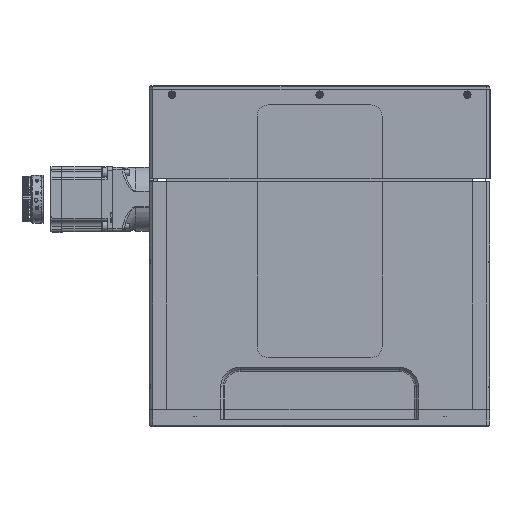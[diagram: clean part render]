
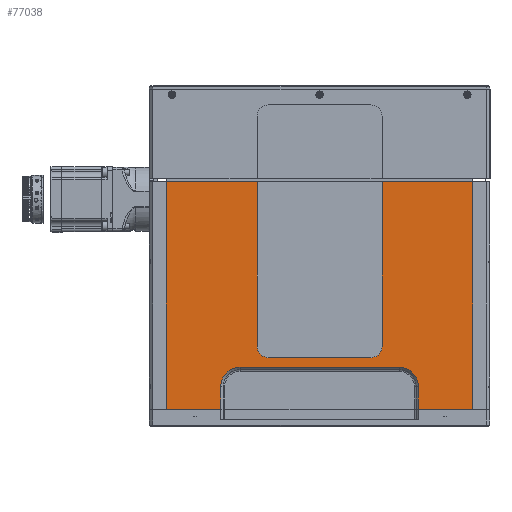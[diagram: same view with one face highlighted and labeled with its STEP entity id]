
A CAD part, left-side view. The second image highlights one B-rep face of the part: STEP entity #77038.
In plain terms, the highlighted planar face has unit normal (-1, 0, 0).
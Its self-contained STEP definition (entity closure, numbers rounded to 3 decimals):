
#437 = CARTESIAN_POINT ( 'NONE',  ( -210., -87., 149. ) ) ;
#842 = DIRECTION ( 'NONE',  ( 0., 0., -1. ) ) ;
#1673 = EDGE_CURVE ( 'NONE', #47551, #15063, #12087, .T. ) ;
#2045 = CARTESIAN_POINT ( 'NONE',  ( -210., -135., 283. ) ) ;
#2969 = EDGE_CURVE ( 'NONE', #80533, #46648, #16479, .T. ) ;
#3793 = CARTESIAN_POINT ( 'NONE',  ( -210., 135., 15. ) ) ;
#4437 = CARTESIAN_POINT ( 'NONE',  ( -210., 55., 70.5 ) ) ;
#4654 = EDGE_CURVE ( 'NONE', #63963, #68309, #24836, .T. ) ;
#4662 = DIRECTION ( 'NONE',  ( 0., 0., 1. ) ) ;
#6708 = CARTESIAN_POINT ( 'NONE',  ( -210., -70., 52. ) ) ;
#7124 = VECTOR ( 'NONE', #10160, 1000. ) ;
#8836 = CARTESIAN_POINT ( 'NONE',  ( -210., -70., 35. ) ) ;
#9139 = CIRCLE ( 'NONE', #50882, 17. ) ;
#9730 = VECTOR ( 'NONE', #15297, 1000. ) ;
#9752 = VECTOR ( 'NONE', #60767, 1000. ) ;
#9804 = LINE ( 'NONE', #32028, #70197 ) ;
#9939 = CIRCLE ( 'NONE', #24987, 17. ) ;
#10160 = DIRECTION ( 'NONE',  ( 0., 1., 0. ) ) ;
#10547 = VERTEX_POINT ( 'NONE', #24285 ) ;
#10738 = ORIENTED_EDGE ( 'NONE', *, *, #33146, .F. ) ;
#11451 = CARTESIAN_POINT ( 'NONE',  ( -210., -55., 215.5 ) ) ;
#11596 = LINE ( 'NONE', #55033, #47228 ) ;
#12087 = CIRCLE ( 'NONE', #20755, 10. ) ;
#15017 = VECTOR ( 'NONE', #48483, 1000. ) ;
#15039 = DIRECTION ( 'NONE',  ( 0., 0., -1. ) ) ;
#15063 = VERTEX_POINT ( 'NONE', #44748 ) ;
#15297 = DIRECTION ( 'NONE',  ( 0., -1., 0. ) ) ;
#15440 = DIRECTION ( 'NONE',  ( 1., 0., 0. ) ) ;
#15713 = DIRECTION ( 'NONE',  ( 1., 0., 0. ) ) ;
#16119 = LINE ( 'NONE', #73838, #56656 ) ;
#16186 = ORIENTED_EDGE ( 'NONE', *, *, #1673, .T. ) ;
#16241 = CARTESIAN_POINT ( 'NONE',  ( -210., -55., 70.5 ) ) ;
#16471 = LINE ( 'NONE', #52001, #81771 ) ;
#16479 = LINE ( 'NONE', #70199, #60036 ) ;
#17969 = EDGE_CURVE ( 'NONE', #48198, #73166, #9139, .T. ) ;
#18629 = LINE ( 'NONE', #53136, #9730 ) ;
#18936 = VECTOR ( 'NONE', #15039, 1000. ) ;
#18970 = VERTEX_POINT ( 'NONE', #33283 ) ;
#19320 = EDGE_CURVE ( 'NONE', #10547, #80533, #11596, .T. ) ;
#20019 = DIRECTION ( 'NONE',  ( 0., 0., 1. ) ) ;
#20353 = EDGE_CURVE ( 'NONE', #63963, #18970, #56217, .T. ) ;
#20689 = ORIENTED_EDGE ( 'NONE', *, *, #2969, .F. ) ;
#20755 = AXIS2_PLACEMENT_3D ( 'NONE', #26114, #57892, #20019 ) ;
#21573 = VERTEX_POINT ( 'NONE', #51691 ) ;
#23687 = EDGE_LOOP ( 'NONE', ( #81402, #39370, #64441, #36875, #10738, #34560, #16186, #72550, #66360, #20689, #72971, #50119, #32528, #36077, #80244, #69044 ) ) ;
#23912 = EDGE_CURVE ( 'NONE', #68309, #10547, #16119, .T. ) ;
#24285 = CARTESIAN_POINT ( 'NONE',  ( -210., 135., 215.5 ) ) ;
#24836 = LINE ( 'NONE', #3793, #7124 ) ;
#24987 = AXIS2_PLACEMENT_3D ( 'NONE', #52203, #15440, #52757 ) ;
#25609 = CARTESIAN_POINT ( 'NONE',  ( -210., -87., 35. ) ) ;
#26114 = CARTESIAN_POINT ( 'NONE',  ( -210., -45., 70.5 ) ) ;
#27181 = AXIS2_PLACEMENT_3D ( 'NONE', #54751, #60292, #35724 ) ;
#27605 = VERTEX_POINT ( 'NONE', #44512 ) ;
#27703 = CARTESIAN_POINT ( 'NONE',  ( -210., 70., 52. ) ) ;
#28137 = AXIS2_PLACEMENT_3D ( 'NONE', #69218, #36904, #75882 ) ;
#29801 = VERTEX_POINT ( 'NONE', #31472 ) ;
#29812 = EDGE_CURVE ( 'NONE', #42757, #71262, #9804, .T. ) ;
#30564 = EDGE_CURVE ( 'NONE', #21573, #42757, #46836, .T. ) ;
#31472 = CARTESIAN_POINT ( 'NONE',  ( -210., 45., 60.5 ) ) ;
#32028 = CARTESIAN_POINT ( 'NONE',  ( -210., 135., 15. ) ) ;
#32528 = ORIENTED_EDGE ( 'NONE', *, *, #4654, .F. ) ;
#33146 = EDGE_CURVE ( 'NONE', #27605, #21573, #16471, .T. ) ;
#33283 = CARTESIAN_POINT ( 'NONE',  ( -210., 87., 35. ) ) ;
#34064 = DIRECTION ( 'NONE',  ( 0., -1., 0. ) ) ;
#34560 = ORIENTED_EDGE ( 'NONE', *, *, #56966, .F. ) ;
#34853 = DIRECTION ( 'NONE',  ( 0., 0., 1. ) ) ;
#35724 = DIRECTION ( 'NONE',  ( 0., 0., 1. ) ) ;
#35787 = LINE ( 'NONE', #437, #18936 ) ;
#36077 = ORIENTED_EDGE ( 'NONE', *, *, #20353, .T. ) ;
#36828 = CARTESIAN_POINT ( 'NONE',  ( -210., 55., 215.5 ) ) ;
#36875 = ORIENTED_EDGE ( 'NONE', *, *, #30564, .F. ) ;
#36904 = DIRECTION ( 'NONE',  ( 1., 0., 0. ) ) ;
#38112 = DIRECTION ( 'NONE',  ( 0., 1., 0. ) ) ;
#39370 = ORIENTED_EDGE ( 'NONE', *, *, #42014, .T. ) ;
#42014 = EDGE_CURVE ( 'NONE', #73166, #71262, #35787, .T. ) ;
#42070 = PLANE ( 'NONE',  #27181 ) ;
#42756 = CARTESIAN_POINT ( 'NONE',  ( -210., 135., 15. ) ) ;
#42757 = VERTEX_POINT ( 'NONE', #54717 ) ;
#44512 = CARTESIAN_POINT ( 'NONE',  ( -210., -55., 215.5 ) ) ;
#44748 = CARTESIAN_POINT ( 'NONE',  ( -210., -45., 60.5 ) ) ;
#46648 = VERTEX_POINT ( 'NONE', #4437 ) ;
#46836 = LINE ( 'NONE', #2045, #55696 ) ;
#47228 = VECTOR ( 'NONE', #80773, 1000. ) ;
#47421 = CARTESIAN_POINT ( 'NONE',  ( -210., 87., 15. ) ) ;
#47551 = VERTEX_POINT ( 'NONE', #16241 ) ;
#48198 = VERTEX_POINT ( 'NONE', #6708 ) ;
#48323 = VERTEX_POINT ( 'NONE', #27703 ) ;
#48483 = DIRECTION ( 'NONE',  ( 0., 0., 1. ) ) ;
#50064 = EDGE_CURVE ( 'NONE', #48323, #48198, #18629, .T. ) ;
#50119 = ORIENTED_EDGE ( 'NONE', *, *, #23912, .F. ) ;
#50882 = AXIS2_PLACEMENT_3D ( 'NONE', #8836, #15713, #34853 ) ;
#51691 = CARTESIAN_POINT ( 'NONE',  ( -210., -135., 215.5 ) ) ;
#52001 = CARTESIAN_POINT ( 'NONE',  ( -210., 135., 215.5 ) ) ;
#52203 = CARTESIAN_POINT ( 'NONE',  ( -210., 70., 35. ) ) ;
#52757 = DIRECTION ( 'NONE',  ( 0., 0., 1. ) ) ;
#53136 = CARTESIAN_POINT ( 'NONE',  ( -210., -70., 52. ) ) ;
#53950 = CIRCLE ( 'NONE', #28137, 10. ) ;
#54717 = CARTESIAN_POINT ( 'NONE',  ( -210., -135., 15. ) ) ;
#54751 = CARTESIAN_POINT ( 'NONE',  ( -210., 0., 149. ) ) ;
#55033 = CARTESIAN_POINT ( 'NONE',  ( -210., 135., 215.5 ) ) ;
#55696 = VECTOR ( 'NONE', #64834, 1000. ) ;
#56217 = LINE ( 'NONE', #79610, #9752 ) ;
#56656 = VECTOR ( 'NONE', #4662, 1000. ) ;
#56966 = EDGE_CURVE ( 'NONE', #47551, #27605, #68452, .T. ) ;
#57020 = LINE ( 'NONE', #59867, #65944 ) ;
#57892 = DIRECTION ( 'NONE',  ( 1., 0., 0. ) ) ;
#58573 = EDGE_CURVE ( 'NONE', #29801, #46648, #53950, .T. ) ;
#59867 = CARTESIAN_POINT ( 'NONE',  ( -210., -55., 60.5 ) ) ;
#60036 = VECTOR ( 'NONE', #842, 1000. ) ;
#60292 = DIRECTION ( 'NONE',  ( 1., 0., 0. ) ) ;
#60767 = DIRECTION ( 'NONE',  ( 0., 0., 1. ) ) ;
#61337 = EDGE_CURVE ( 'NONE', #29801, #15063, #57020, .T. ) ;
#61636 = FACE_OUTER_BOUND ( 'NONE', #23687, .T. ) ;
#63963 = VERTEX_POINT ( 'NONE', #47421 ) ;
#64441 = ORIENTED_EDGE ( 'NONE', *, *, #29812, .F. ) ;
#64834 = DIRECTION ( 'NONE',  ( 0., 0., -1. ) ) ;
#65029 = EDGE_CURVE ( 'NONE', #18970, #48323, #9939, .T. ) ;
#65944 = VECTOR ( 'NONE', #67348, 1000. ) ;
#66360 = ORIENTED_EDGE ( 'NONE', *, *, #58573, .T. ) ;
#67348 = DIRECTION ( 'NONE',  ( 0., -1., 0. ) ) ;
#68309 = VERTEX_POINT ( 'NONE', #42756 ) ;
#68452 = LINE ( 'NONE', #11451, #15017 ) ;
#69044 = ORIENTED_EDGE ( 'NONE', *, *, #50064, .T. ) ;
#69218 = CARTESIAN_POINT ( 'NONE',  ( -210., 45., 70.5 ) ) ;
#70197 = VECTOR ( 'NONE', #38112, 1000. ) ;
#70199 = CARTESIAN_POINT ( 'NONE',  ( -210., 55., 215.5 ) ) ;
#71262 = VERTEX_POINT ( 'NONE', #71559 ) ;
#71559 = CARTESIAN_POINT ( 'NONE',  ( -210., -87., 15. ) ) ;
#72550 = ORIENTED_EDGE ( 'NONE', *, *, #61337, .F. ) ;
#72971 = ORIENTED_EDGE ( 'NONE', *, *, #19320, .F. ) ;
#73166 = VERTEX_POINT ( 'NONE', #25609 ) ;
#73838 = CARTESIAN_POINT ( 'NONE',  ( -210., 135., 283. ) ) ;
#75882 = DIRECTION ( 'NONE',  ( 0., 0., 1. ) ) ;
#77038 = ADVANCED_FACE ( 'NONE', ( #61636 ), #42070, .F. ) ;
#79610 = CARTESIAN_POINT ( 'NONE',  ( -210., 87., 149. ) ) ;
#80244 = ORIENTED_EDGE ( 'NONE', *, *, #65029, .T. ) ;
#80533 = VERTEX_POINT ( 'NONE', #36828 ) ;
#80773 = DIRECTION ( 'NONE',  ( 0., -1., 0. ) ) ;
#81402 = ORIENTED_EDGE ( 'NONE', *, *, #17969, .T. ) ;
#81771 = VECTOR ( 'NONE', #34064, 1000. ) ;
